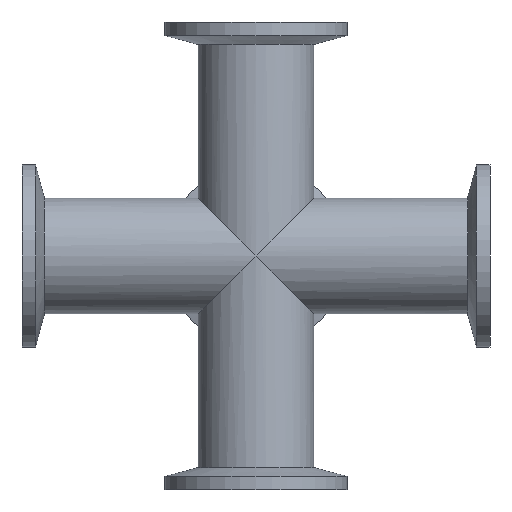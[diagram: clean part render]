
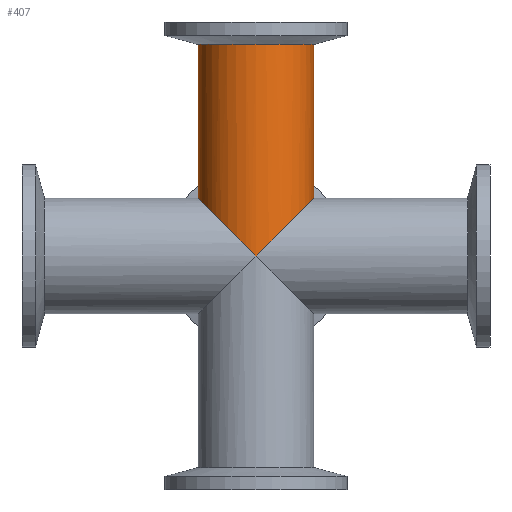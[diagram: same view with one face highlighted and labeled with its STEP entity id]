
A CAD part, left-side view. The second image highlights one B-rep face of the part: STEP entity #407.
In plain terms, the highlighted cylindrical face has radius 12.7 mm (diameter 25.4 mm), a full revolution.
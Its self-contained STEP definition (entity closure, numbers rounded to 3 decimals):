
#69=CIRCLE('',#505,12.7);
#89=CYLINDRICAL_SURFACE('',#504,12.7);
#98=FACE_OUTER_BOUND('',#119,.T.);
#119=EDGE_LOOP('',(#292,#293,#294,#295,#296,#297,#298));
#146=LINE('',#750,#162);
#162=VECTOR('',#590,12.7);
#176=ELLIPSE('',#500,17.961,12.7);
#179=ELLIPSE('',#503,17.961,12.7);
#180=ELLIPSE('',#506,17.961,12.7);
#181=ELLIPSE('',#507,17.961,12.7);
#194=VERTEX_POINT('',#735);
#195=VERTEX_POINT('',#736);
#199=VERTEX_POINT('',#744);
#200=VERTEX_POINT('',#748);
#201=VERTEX_POINT('',#751);
#232=EDGE_CURVE('',#194,#195,#176,.T.);
#237=EDGE_CURVE('',#195,#199,#179,.T.);
#238=EDGE_CURVE('',#200,#200,#69,.T.);
#239=EDGE_CURVE('',#200,#195,#146,.T.);
#240=EDGE_CURVE('',#199,#201,#180,.T.);
#241=EDGE_CURVE('',#201,#194,#181,.T.);
#292=ORIENTED_EDGE('',*,*,#238,.F.);
#293=ORIENTED_EDGE('',*,*,#239,.T.);
#294=ORIENTED_EDGE('',*,*,#237,.T.);
#295=ORIENTED_EDGE('',*,*,#240,.T.);
#296=ORIENTED_EDGE('',*,*,#241,.T.);
#297=ORIENTED_EDGE('',*,*,#232,.T.);
#298=ORIENTED_EDGE('',*,*,#239,.F.);
#407=ADVANCED_FACE('',(#98),#89,.T.);
#500=AXIS2_PLACEMENT_3D('',#737,#576,#577);
#503=AXIS2_PLACEMENT_3D('',#746,#584,#585);
#504=AXIS2_PLACEMENT_3D('',#747,#586,#587);
#505=AXIS2_PLACEMENT_3D('',#749,#588,#589);
#506=AXIS2_PLACEMENT_3D('',#752,#591,#592);
#507=AXIS2_PLACEMENT_3D('',#753,#593,#594);
#576=DIRECTION('center_axis',(-0.707,0.,0.707));
#577=DIRECTION('ref_axis',(-0.707,0.,-0.707));
#584=DIRECTION('center_axis',(-0.707,0.,0.707));
#585=DIRECTION('ref_axis',(-0.707,0.,-0.707));
#586=DIRECTION('center_axis',(0.,0.,1.));
#587=DIRECTION('ref_axis',(-1.,0.,0.));
#588=DIRECTION('center_axis',(0.,0.,1.));
#589=DIRECTION('ref_axis',(-1.,0.,0.));
#590=DIRECTION('',(0.,0.,-1.));
#591=DIRECTION('center_axis',(0.,-0.707,0.707));
#592=DIRECTION('ref_axis',(0.,-0.707,-0.707));
#593=DIRECTION('center_axis',(0.,0.707,0.707));
#594=DIRECTION('ref_axis',(0.,-0.707,0.707));
#735=CARTESIAN_POINT('',(8.98,-8.98,8.98));
#736=CARTESIAN_POINT('',(12.7,0.,12.7));
#737=CARTESIAN_POINT('Origin',(0.,0.,0.));
#744=CARTESIAN_POINT('',(8.98,8.98,8.98));
#746=CARTESIAN_POINT('Origin',(0.,0.,0.));
#747=CARTESIAN_POINT('Origin',(0.,0.,0.));
#748=CARTESIAN_POINT('',(12.7,0.,47.7));
#749=CARTESIAN_POINT('Origin',(0.,0.,47.7));
#750=CARTESIAN_POINT('',(12.7,0.,0.));
#751=CARTESIAN_POINT('',(-12.7,0.,0.));
#752=CARTESIAN_POINT('Origin',(0.,0.,0.));
#753=CARTESIAN_POINT('Origin',(0.,0.,0.));
